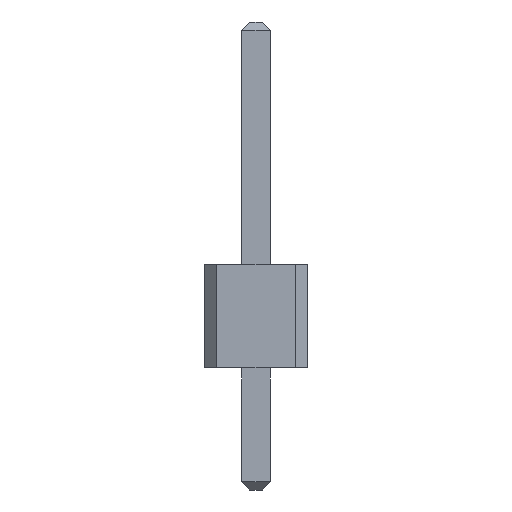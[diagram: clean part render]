
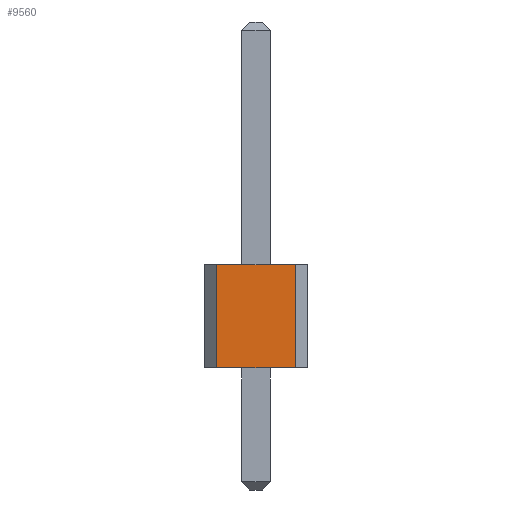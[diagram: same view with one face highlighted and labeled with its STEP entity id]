
A CAD part, front view. The second image highlights one B-rep face of the part: STEP entity #9560.
In plain terms, the highlighted planar face has unit normal (0, -1, 0).
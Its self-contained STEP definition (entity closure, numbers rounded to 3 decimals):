
#8642 = PLANE('',#8643);
#8643 = AXIS2_PLACEMENT_3D('',#8644,#8645,#8646);
#8644 = CARTESIAN_POINT('',(0.,-43.18,
    0.));
#8645 = DIRECTION('',(0.,0.,1.));
#8646 = DIRECTION('',(1.,0.,0.));
#8901 = PLANE('',#8902);
#8902 = AXIS2_PLACEMENT_3D('',#8903,#8904,#8905);
#8903 = CARTESIAN_POINT('',(0.,-43.18,2.54));
#8904 = DIRECTION('',(0.,0.,1.));
#8905 = DIRECTION('',(1.,0.,0.));
#9127 = VERTEX_POINT('',#9128);
#9128 = CARTESIAN_POINT('',(-0.97,-44.45,0.));
#9142 = PLANE('',#9143);
#9143 = AXIS2_PLACEMENT_3D('',#9144,#9145,#9146);
#9144 = CARTESIAN_POINT('',(-1.12,-44.3,0.));
#9145 = DIRECTION('',(-0.707,-0.707,0.));
#9146 = DIRECTION('',(0.,0.,1.));
#9154 = EDGE_CURVE('',#9155,#9127,#9157,.T.);
#9155 = VERTEX_POINT('',#9156);
#9156 = CARTESIAN_POINT('',(0.97,-44.45,0.));
#9157 = SURFACE_CURVE('',#9158,(#9162,#9169),.PCURVE_S1.);
#9158 = LINE('',#9159,#9160);
#9159 = CARTESIAN_POINT('',(1.27,-44.45,0.));
#9160 = VECTOR('',#9161,1.);
#9161 = DIRECTION('',(-1.,0.,0.));
#9162 = PCURVE('',#8642,#9163);
#9163 = DEFINITIONAL_REPRESENTATION('',(#9164),#9168);
#9164 = LINE('',#9165,#9166);
#9165 = CARTESIAN_POINT('',(1.27,-1.27));
#9166 = VECTOR('',#9167,1.);
#9167 = DIRECTION('',(-1.,0.));
#9168 = ( GEOMETRIC_REPRESENTATION_CONTEXT(2) 
PARAMETRIC_REPRESENTATION_CONTEXT() REPRESENTATION_CONTEXT('2D SPACE',''
  ) );
#9169 = PCURVE('',#9170,#9175);
#9170 = PLANE('',#9171);
#9171 = AXIS2_PLACEMENT_3D('',#9172,#9173,#9174);
#9172 = CARTESIAN_POINT('',(1.27,-44.45,0.));
#9173 = DIRECTION('',(0.,-1.,0.));
#9174 = DIRECTION('',(-1.,0.,0.));
#9175 = DEFINITIONAL_REPRESENTATION('',(#9176),#9180);
#9176 = LINE('',#9177,#9178);
#9177 = CARTESIAN_POINT('',(0.,-0.));
#9178 = VECTOR('',#9179,1.);
#9179 = DIRECTION('',(1.,0.));
#9180 = ( GEOMETRIC_REPRESENTATION_CONTEXT(2) 
PARAMETRIC_REPRESENTATION_CONTEXT() REPRESENTATION_CONTEXT('2D SPACE',''
  ) );
#9198 = PLANE('',#9199);
#9199 = AXIS2_PLACEMENT_3D('',#9200,#9201,#9202);
#9200 = CARTESIAN_POINT('',(1.12,-44.3,0.));
#9201 = DIRECTION('',(0.707,-0.707,0.));
#9202 = DIRECTION('',(0.,0.,1.));
#9391 = VERTEX_POINT('',#9392);
#9392 = CARTESIAN_POINT('',(-0.97,-44.45,2.54));
#9413 = EDGE_CURVE('',#9414,#9391,#9416,.T.);
#9414 = VERTEX_POINT('',#9415);
#9415 = CARTESIAN_POINT('',(0.97,-44.45,2.54));
#9416 = SURFACE_CURVE('',#9417,(#9421,#9428),.PCURVE_S1.);
#9417 = LINE('',#9418,#9419);
#9418 = CARTESIAN_POINT('',(1.27,-44.45,2.54));
#9419 = VECTOR('',#9420,1.);
#9420 = DIRECTION('',(-1.,0.,0.));
#9421 = PCURVE('',#8901,#9422);
#9422 = DEFINITIONAL_REPRESENTATION('',(#9423),#9427);
#9423 = LINE('',#9424,#9425);
#9424 = CARTESIAN_POINT('',(1.27,-1.27));
#9425 = VECTOR('',#9426,1.);
#9426 = DIRECTION('',(-1.,0.));
#9427 = ( GEOMETRIC_REPRESENTATION_CONTEXT(2) 
PARAMETRIC_REPRESENTATION_CONTEXT() REPRESENTATION_CONTEXT('2D SPACE',''
  ) );
#9428 = PCURVE('',#9170,#9429);
#9429 = DEFINITIONAL_REPRESENTATION('',(#9430),#9434);
#9430 = LINE('',#9431,#9432);
#9431 = CARTESIAN_POINT('',(0.,-2.54));
#9432 = VECTOR('',#9433,1.);
#9433 = DIRECTION('',(1.,0.));
#9434 = ( GEOMETRIC_REPRESENTATION_CONTEXT(2) 
PARAMETRIC_REPRESENTATION_CONTEXT() REPRESENTATION_CONTEXT('2D SPACE',''
  ) );
#9540 = EDGE_CURVE('',#9155,#9414,#9541,.T.);
#9541 = SURFACE_CURVE('',#9542,(#9546,#9553),.PCURVE_S1.);
#9542 = LINE('',#9543,#9544);
#9543 = CARTESIAN_POINT('',(0.97,-44.45,0.));
#9544 = VECTOR('',#9545,1.);
#9545 = DIRECTION('',(0.,0.,1.));
#9546 = PCURVE('',#9198,#9547);
#9547 = DEFINITIONAL_REPRESENTATION('',(#9548),#9552);
#9548 = LINE('',#9549,#9550);
#9549 = CARTESIAN_POINT('',(0.,0.212));
#9550 = VECTOR('',#9551,1.);
#9551 = DIRECTION('',(1.,0.));
#9552 = ( GEOMETRIC_REPRESENTATION_CONTEXT(2) 
PARAMETRIC_REPRESENTATION_CONTEXT() REPRESENTATION_CONTEXT('2D SPACE',''
  ) );
#9553 = PCURVE('',#9170,#9554);
#9554 = DEFINITIONAL_REPRESENTATION('',(#9555),#9559);
#9555 = LINE('',#9556,#9557);
#9556 = CARTESIAN_POINT('',(0.3,0.));
#9557 = VECTOR('',#9558,1.);
#9558 = DIRECTION('',(0.,-1.));
#9559 = ( GEOMETRIC_REPRESENTATION_CONTEXT(2) 
PARAMETRIC_REPRESENTATION_CONTEXT() REPRESENTATION_CONTEXT('2D SPACE',''
  ) );
#9560 = ADVANCED_FACE('',(#9561),#9170,.T.);
#9561 = FACE_BOUND('',#9562,.T.);
#9562 = EDGE_LOOP('',(#9563,#9564,#9565,#9566));
#9563 = ORIENTED_EDGE('',*,*,#9154,.F.);
#9564 = ORIENTED_EDGE('',*,*,#9540,.T.);
#9565 = ORIENTED_EDGE('',*,*,#9413,.T.);
#9566 = ORIENTED_EDGE('',*,*,#9567,.F.);
#9567 = EDGE_CURVE('',#9127,#9391,#9568,.T.);
#9568 = SURFACE_CURVE('',#9569,(#9573,#9580),.PCURVE_S1.);
#9569 = LINE('',#9570,#9571);
#9570 = CARTESIAN_POINT('',(-0.97,-44.45,0.));
#9571 = VECTOR('',#9572,1.);
#9572 = DIRECTION('',(0.,0.,1.));
#9573 = PCURVE('',#9170,#9574);
#9574 = DEFINITIONAL_REPRESENTATION('',(#9575),#9579);
#9575 = LINE('',#9576,#9577);
#9576 = CARTESIAN_POINT('',(2.24,0.));
#9577 = VECTOR('',#9578,1.);
#9578 = DIRECTION('',(0.,-1.));
#9579 = ( GEOMETRIC_REPRESENTATION_CONTEXT(2) 
PARAMETRIC_REPRESENTATION_CONTEXT() REPRESENTATION_CONTEXT('2D SPACE',''
  ) );
#9580 = PCURVE('',#9142,#9581);
#9581 = DEFINITIONAL_REPRESENTATION('',(#9582),#9586);
#9582 = LINE('',#9583,#9584);
#9583 = CARTESIAN_POINT('',(0.,-0.212));
#9584 = VECTOR('',#9585,1.);
#9585 = DIRECTION('',(1.,0.));
#9586 = ( GEOMETRIC_REPRESENTATION_CONTEXT(2) 
PARAMETRIC_REPRESENTATION_CONTEXT() REPRESENTATION_CONTEXT('2D SPACE',''
  ) );
